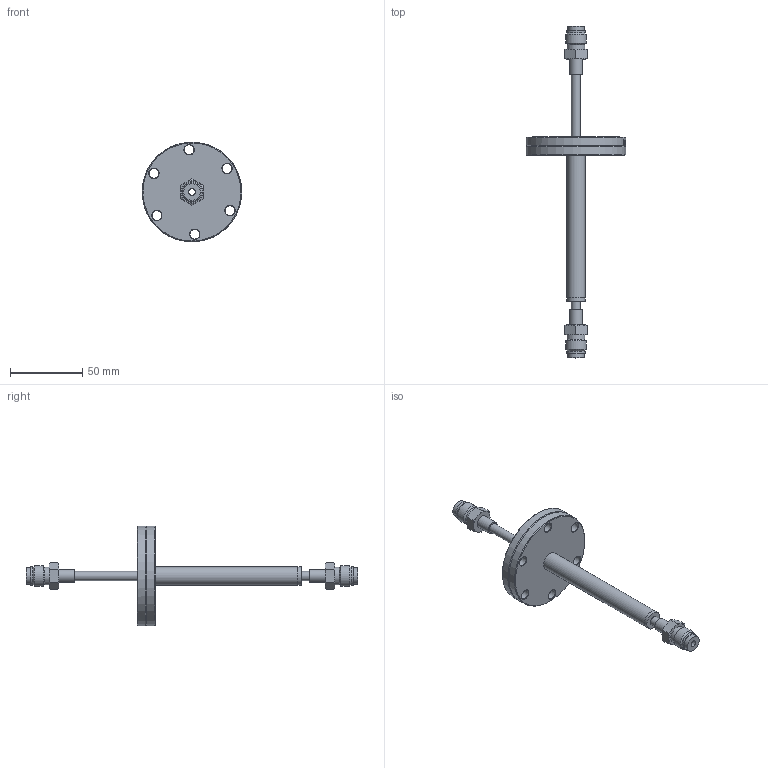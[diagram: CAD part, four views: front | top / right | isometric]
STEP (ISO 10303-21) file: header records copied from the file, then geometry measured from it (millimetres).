
FILE_DESCRIPTION(/* description */ (''),/* implementation_level */ '2;1');
FILE_NAME(/* name */ 'FL-LNF1V-40CF.stp',/* time_stamp */ '2019-04-26T13:56:31+01:00',/* author */ ('paul'),/* organization */ (''),/* preprocessor_version */ 'ST-DEVELOPER v18',/* originating_system */ 'Autodesk Inventor 2020',/* authorisation */ '');
FILE_SCHEMA (('AUTOMOTIVE_DESIGN { 1 0 10303 214 3 1 1 }'));
Products named in the file (9): FL-LNF1S-16CF; FL-LNF1-40CF; FL-40CF; long tube assy for CF; washer; big tube long; small tube; RM-SS-4-VCR-3; RM-SS-4-VCR-4
Assembly tree (10 placements, depth 4):
  FL-LNF1S-16CF
    FL-LNF1-40CF
      FL-40CF
      long tube assy for CF
        washer
        big tube long
        small tube
    RM-SS-4-VCR-3  x2
    RM-SS-4-VCR-4  x2
Bounding box: 69.05 x 230.12 x 68.94 mm (x, y, z)
Volume: 54842 mm3; surface area: 33653.8 mm2
Topology: 8 solids, 8 shells, 211 faces, 536 edges, 357 vertices
Faces by surface type: plane 81, cone 45, cylinder 43, bspline 41, torus 1
Full cylindrical faces by diameter (mm): 4.572 x2, 4.76 x1, 6.35 x4, 6.7 x6, 8.89 x2, 9.144 x2, 10.9 x2, 11.43 x2, 12.192 x2, 12.7 x5, 14.287 x2, 48.26 x1, 69.1 x2
Entity records: 7215 total; most frequent: CARTESIAN_POINT 2717, ORIENTED_EDGE 902, DIRECTION 816, EDGE_CURVE 451, AXIS2_PLACEMENT_3D 328, VERTEX_POINT 300, EDGE_LOOP 211, FACE_OUTER_BOUND 175
